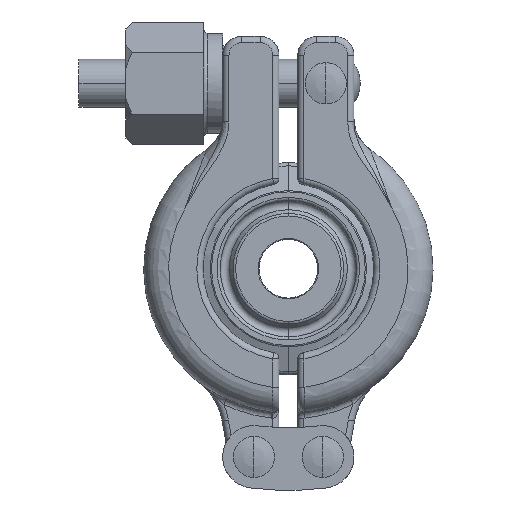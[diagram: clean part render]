
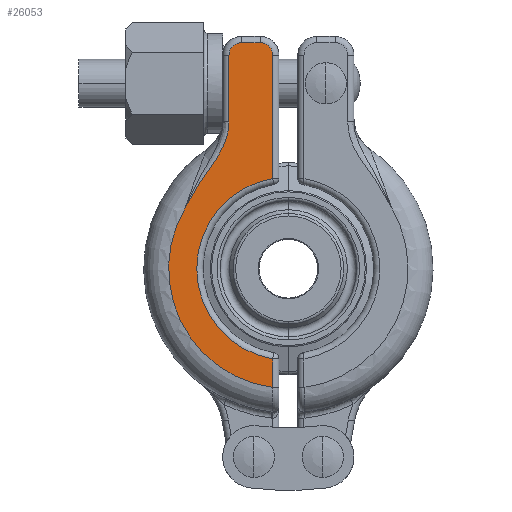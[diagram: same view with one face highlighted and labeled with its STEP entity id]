
A CAD part, left-side view. The second image highlights one B-rep face of the part: STEP entity #26053.
In plain terms, the highlighted face is planar.
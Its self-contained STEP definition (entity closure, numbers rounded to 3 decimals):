
#439 = EDGE_LOOP ( 'NONE', ( #18209, #19678, #24127, #7902, #5595, #21654, #20351, #16791, #3139 ) ) ;
#574 = DIRECTION ( 'NONE',  ( 0., 0., 1. ) ) ;
#968 = CARTESIAN_POINT ( 'NONE',  ( -36.15, 4.5, -8.5 ) ) ;
#1048 = AXIS2_PLACEMENT_3D ( 'NONE', #23227, #574, #4457 ) ;
#1142 = AXIS2_PLACEMENT_3D ( 'NONE', #20665, #2293, #23072 ) ;
#1396 = EDGE_CURVE ( 'NONE', #8681, #14285, #20012, .T. ) ;
#2293 = DIRECTION ( 'NONE',  ( 0., 0., -1. ) ) ;
#2421 = CIRCLE ( 'NONE', #1142, 2. ) ;
#2434 = VECTOR ( 'NONE', #11830, 1000. ) ;
#3139 = ORIENTED_EDGE ( 'NONE', *, *, #17283, .T. ) ;
#3934 = CARTESIAN_POINT ( 'NONE',  ( -34.15, 2.5, -8.5 ) ) ;
#4299 = EDGE_CURVE ( 'NONE', #6303, #4981, #16786, .T. ) ;
#4348 = CARTESIAN_POINT ( 'NONE',  ( -12.021, 15.288, -8.5 ) ) ;
#4457 = DIRECTION ( 'NONE',  ( 1., 0., 0. ) ) ;
#4557 = VECTOR ( 'NONE', #14696, 1000. ) ;
#4658 = CARTESIAN_POINT ( 'NONE',  ( -36.15, 0., -8.5 ) ) ;
#4981 = VERTEX_POINT ( 'NONE', #19669 ) ;
#5197 = DIRECTION ( 'NONE',  ( 0., 0., -1. ) ) ;
#5433 = CARTESIAN_POINT ( 'NONE',  ( -22.16, 9.581, -8.5 ) ) ;
#5595 = ORIENTED_EDGE ( 'NONE', *, *, #25095, .T. ) ;
#5826 = CARTESIAN_POINT ( 'NONE',  ( -17.393, 11.626, -8.5 ) ) ;
#6303 = VERTEX_POINT ( 'NONE', #13333 ) ;
#6351 = CARTESIAN_POINT ( 'NONE',  ( -10.886, 15.925, -8.5 ) ) ;
#6429 = EDGE_CURVE ( 'NONE', #14285, #8582, #25445, .T. ) ;
#6454 = VERTEX_POINT ( 'NONE', #8736 ) ;
#6792 = EDGE_CURVE ( 'NONE', #11195, #8681, #13924, .T. ) ;
#6925 = CARTESIAN_POINT ( 'NONE',  ( -9.72, 16.5, -8.5 ) ) ;
#7156 = EDGE_CURVE ( 'NONE', #20309, #6303, #12981, .T. ) ;
#7435 = CARTESIAN_POINT ( 'NONE',  ( -22.807, 9.5, -8.5 ) ) ;
#7752 = DIRECTION ( 'NONE',  ( 1., 0., 0. ) ) ;
#7832 = CARTESIAN_POINT ( 'NONE',  ( -12.576, 14.95, -8.5 ) ) ;
#7902 = ORIENTED_EDGE ( 'NONE', *, *, #25307, .T. ) ;
#8582 = VERTEX_POINT ( 'NONE', #18601 ) ;
#8681 = VERTEX_POINT ( 'NONE', #22755 ) ;
#8736 = CARTESIAN_POINT ( 'NONE',  ( -23.47, 9.5, -8.5 ) ) ;
#9343 = CARTESIAN_POINT ( 'NONE',  ( 14.435, 2.5, -8.5 ) ) ;
#9562 = VERTEX_POINT ( 'NONE', #3934 ) ;
#9948 = LINE ( 'NONE', #14126, #15943 ) ;
#10315 = CARTESIAN_POINT ( 'NONE',  ( 0., 0., -8.5 ) ) ;
#11195 = VERTEX_POINT ( 'NONE', #6925 ) ;
#11518 = DIRECTION ( 'NONE',  ( 1., 0., 0. ) ) ;
#11609 = CARTESIAN_POINT ( 'NONE',  ( -20.897, 9.895, -8.5 ) ) ;
#11830 = DIRECTION ( 'NONE',  ( -1., 0., 0. ) ) ;
#12008 = CARTESIAN_POINT ( 'NONE',  ( -9.72, 16.5, -8.5 ) ) ;
#12085 = AXIS2_PLACEMENT_3D ( 'NONE', #21452, #5197, #11518 ) ;
#12407 = CARTESIAN_POINT ( 'NONE',  ( -18.473, 10.904, -8.5 ) ) ;
#12981 = LINE ( 'NONE', #4658, #19052 ) ;
#13333 = CARTESIAN_POINT ( 'NONE',  ( -36.15, 7.5, -8.5 ) ) ;
#13631 = CARTESIAN_POINT ( 'NONE',  ( -21.21, 9.804, -8.5 ) ) ;
#13924 = CIRCLE ( 'NONE', #22055, 19.15 ) ;
#14126 = CARTESIAN_POINT ( 'NONE',  ( 0., 9.5, -8.5 ) ) ;
#14285 = VERTEX_POINT ( 'NONE', #9343 ) ;
#14696 = DIRECTION ( 'NONE',  ( -1., 0., 0. ) ) ;
#15943 = VECTOR ( 'NONE', #22296, 1000. ) ;
#16036 = CARTESIAN_POINT ( 'NONE',  ( -10.308, 16.224, -8.5 ) ) ;
#16124 = CARTESIAN_POINT ( 'NONE',  ( 0., 2.5, -8.5 ) ) ;
#16362 = PLANE ( 'NONE',  #17007 ) ;
#16571 = CARTESIAN_POINT ( 'NONE',  ( -19.969, 10.232, -8.5 ) ) ;
#16655 = EDGE_CURVE ( 'NONE', #4981, #6454, #9948, .T. ) ;
#16786 = CIRCLE ( 'NONE', #12085, 2. ) ;
#16791 = ORIENTED_EDGE ( 'NONE', *, *, #16655, .T. ) ;
#16871 = DIRECTION ( 'NONE',  ( 0., 1., 0. ) ) ;
#17007 = AXIS2_PLACEMENT_3D ( 'NONE', #10315, #22265, #24544 ) ;
#17283 = EDGE_CURVE ( 'NONE', #6454, #11195, #19106, .T. ) ;
#17636 = CARTESIAN_POINT ( 'NONE',  ( -23.47, 9.5, -8.5 ) ) ;
#17845 = LINE ( 'NONE', #18460, #4557 ) ;
#18209 = ORIENTED_EDGE ( 'NONE', *, *, #6792, .T. ) ;
#18309 = CARTESIAN_POINT ( 'NONE',  ( -15.269, 13.131, -8.5 ) ) ;
#18460 = CARTESIAN_POINT ( 'NONE',  ( 0., 2.5, -8.5 ) ) ;
#18601 = CARTESIAN_POINT ( 'NONE',  ( -14.435, 2.5, -8.5 ) ) ;
#19052 = VECTOR ( 'NONE', #16871, 1000. ) ;
#19106 = B_SPLINE_CURVE_WITH_KNOTS ( 'NONE', 3,
 ( #17636, #7435, #5433, #13631, #11609, #24353, #16571, #12407, #5826, #20576, #18309, #26491, #22599, #7832, #4348, #6351, #16036, #12008 ),
 .UNSPECIFIED., .F., .F.,
 ( 4, 2, 2, 2, 2, 2, 2, 2, 4 ),
 ( 0., 0.002, 0.003, 0.004, 0.008, 0.01, 0.012, 0.014, 0.016 ),
 .UNSPECIFIED. ) ;
#19669 = CARTESIAN_POINT ( 'NONE',  ( -34.15, 9.5, -8.5 ) ) ;
#19678 = ORIENTED_EDGE ( 'NONE', *, *, #1396, .T. ) ;
#20012 = LINE ( 'NONE', #16124, #2434 ) ;
#20309 = VERTEX_POINT ( 'NONE', #968 ) ;
#20351 = ORIENTED_EDGE ( 'NONE', *, *, #4299, .T. ) ;
#20576 = CARTESIAN_POINT ( 'NONE',  ( -15.797, 12.75, -8.5 ) ) ;
#20665 = CARTESIAN_POINT ( 'NONE',  ( -34.15, 4.5, -8.5 ) ) ;
#21452 = CARTESIAN_POINT ( 'NONE',  ( -34.15, 7.5, -8.5 ) ) ;
#21654 = ORIENTED_EDGE ( 'NONE', *, *, #7156, .T. ) ;
#21734 = CARTESIAN_POINT ( 'NONE',  ( 0., 0., -8.5 ) ) ;
#22055 = AXIS2_PLACEMENT_3D ( 'NONE', #21734, #24003, #7752 ) ;
#22265 = DIRECTION ( 'NONE',  ( 0., 0., 1. ) ) ;
#22296 = DIRECTION ( 'NONE',  ( 1., 0., 0. ) ) ;
#22599 = CARTESIAN_POINT ( 'NONE',  ( -13.668, 14.246, -8.5 ) ) ;
#22755 = CARTESIAN_POINT ( 'NONE',  ( 18.986, 2.5, -8.5 ) ) ;
#23072 = DIRECTION ( 'NONE',  ( 1., 0., 0. ) ) ;
#23227 = CARTESIAN_POINT ( 'NONE',  ( 0., 0., -8.5 ) ) ;
#24003 = DIRECTION ( 'NONE',  ( 0., 0., -1. ) ) ;
#24011 = FACE_OUTER_BOUND ( 'NONE', #439, .T. ) ;
#24127 = ORIENTED_EDGE ( 'NONE', *, *, #6429, .T. ) ;
#24353 = CARTESIAN_POINT ( 'NONE',  ( -20.277, 10.109, -8.5 ) ) ;
#24544 = DIRECTION ( 'NONE',  ( 1., 0., 0. ) ) ;
#25095 = EDGE_CURVE ( 'NONE', #9562, #20309, #2421, .T. ) ;
#25307 = EDGE_CURVE ( 'NONE', #8582, #9562, #17845, .T. ) ;
#25445 = CIRCLE ( 'NONE', #1048, 14.65 ) ;
#26053 = ADVANCED_FACE ( 'NONE', ( #24011 ), #16362, .F. ) ;
#26491 = CARTESIAN_POINT ( 'NONE',  ( -14.204, 13.879, -8.5 ) ) ;
